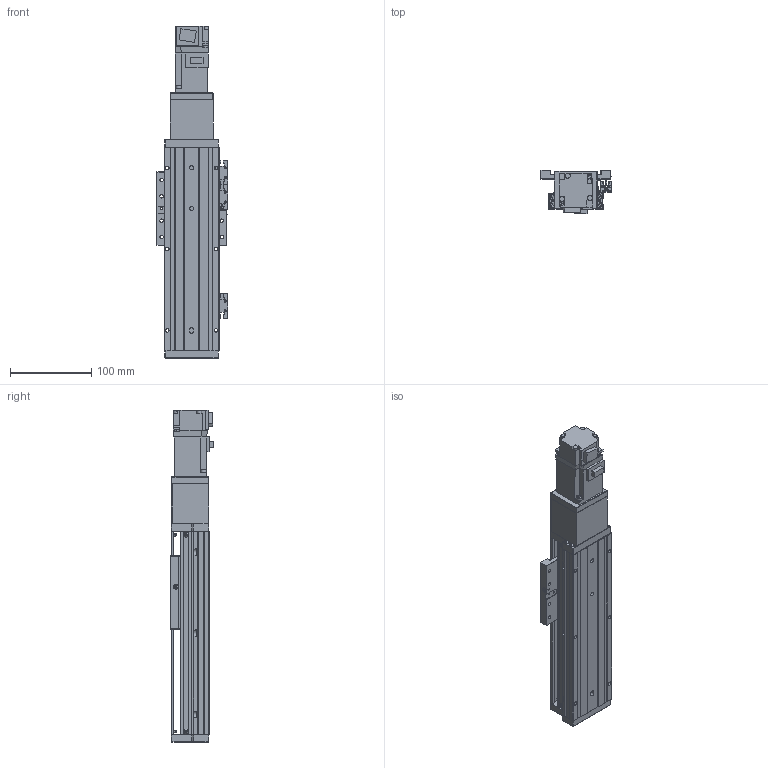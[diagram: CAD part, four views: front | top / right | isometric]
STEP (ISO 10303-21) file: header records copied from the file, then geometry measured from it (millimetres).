
FILE_DESCRIPTION (( 'STEP AP203' ), '1' );
FILE_NAME ('KTHAL60-100-BC-M10-C4L.step', '2022-03-19T08:34:09', ( '微软用户' ), ( '微软中国' ), 'SwSTEP 2.0', 'SolidWorks 2020', '' );
FILE_SCHEMA (( 'CONFIG_CONTROL_DESIGN' ));
Length unit declared in the file: millimetre
Products named in the file (18): GBT 70.3-M3℅6; CTHA60-016; EE_SX911P_R; CTHA60-006-2_CTHA60-006-2; KTHA60-001_250; CTHA60-017; CTHA60-027; KTHLA60-002; CTHA60-021; CTHA60-013; KTHA60-004; GBT 70.1-M4×16; HG-KR13（三菱）; KTHA60-005; GBT77-2000M3-3; KTHAL60-100-BC-M10-C4L; GB¨uT 70.2-M3¡Á5_M3¡Á6; GBT 70.1-M3℅6
Assembly tree (50 placements, depth 2):
  KTHAL60-100-BC-M10-C4L
    KTHA60-001_250
    KTHLA60-002
    KTHA60-004
    KTHA60-005
    GB¨uT 70.2-M3¡Á5_M3¡Á6  x5
    GBT 70.3-M3℅6  x6
    EE_SX911P_R  x3
    CTHA60-017  x3
    CTHA60-021  x2
    GBT 70.1-M4×16  x10
    GBT77-2000M3-3  x6
    GBT 70.1-M3℅6  x6
    CTHA60-016
    CTHA60-006-2_CTHA60-006-2
    CTHA60-027
    CTHA60-013
    HG-KR13（三菱）
Bounding box: 87.82 x 53.3 x 408.6 mm (x, y, z)
Volume: 787529.4 mm3; surface area: 212426 mm2
Topology: 53 solids, 53 shells, 2120 faces, 4994 edges, 3057 vertices
Faces by surface type: plane 1234, cylinder 501, cone 285, torus 86, sphere 14
Entity records: 34128 total; most frequent: CARTESIAN_POINT 5578, DIRECTION 5470, ORIENTED_EDGE 5192, EDGE_CURVE 2596, LINE 1844, VECTOR 1844, AXIS2_PLACEMENT_3D 1813, VERTEX_POINT 1625
